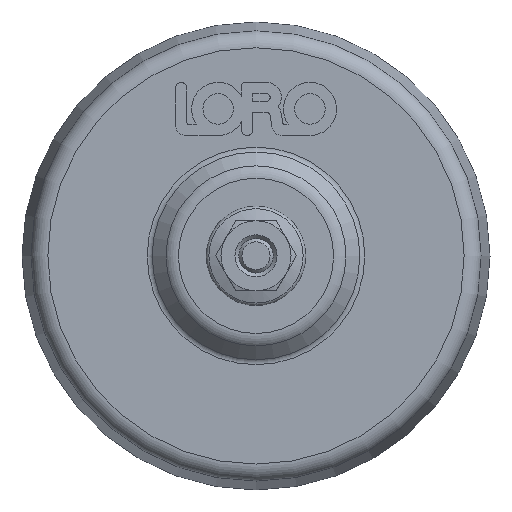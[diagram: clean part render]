
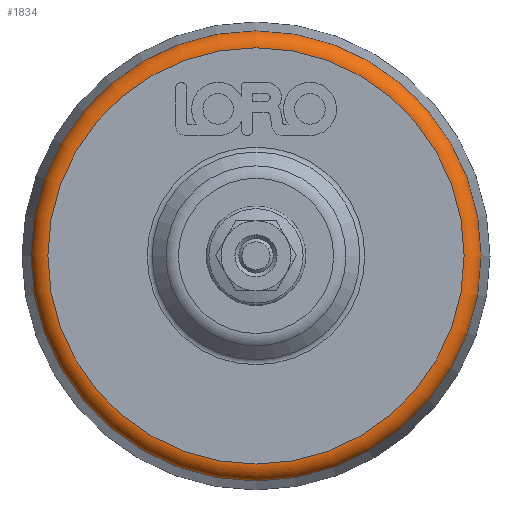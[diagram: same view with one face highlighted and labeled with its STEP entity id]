
A CAD part, top view. The second image highlights one B-rep face of the part: STEP entity #1834.
In plain terms, the highlighted toroidal (fillet/blend) face has major radius 297.327 mm and minor radius 25 mm.
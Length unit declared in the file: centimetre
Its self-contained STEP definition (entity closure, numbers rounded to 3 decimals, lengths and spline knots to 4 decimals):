
#78=TOROIDAL_SURFACE('',#2060,29.7327,2.5);
#161=CIRCLE('',#2032,29.7327);
#184=CIRCLE('',#2061,32.1475);
#185=CIRCLE('',#2062,2.5);
#186=CIRCLE('',#2063,32.1475);
#331=FACE_OUTER_BOUND('',#463,.T.);
#463=EDGE_LOOP('',(#1503,#1504,#1505,#1506,#1507));
#834=VERTEX_POINT('',#3128);
#872=VERTEX_POINT('',#3212);
#873=VERTEX_POINT('',#3213);
#1056=EDGE_CURVE('',#834,#834,#161,.T.);
#1096=EDGE_CURVE('',#872,#873,#184,.T.);
#1097=EDGE_CURVE('',#872,#834,#185,.T.);
#1098=EDGE_CURVE('',#873,#872,#186,.T.);
#1503=ORIENTED_EDGE('',*,*,#1096,.F.);
#1504=ORIENTED_EDGE('',*,*,#1097,.T.);
#1505=ORIENTED_EDGE('',*,*,#1056,.T.);
#1506=ORIENTED_EDGE('',*,*,#1097,.F.);
#1507=ORIENTED_EDGE('',*,*,#1098,.F.);
#1834=ADVANCED_FACE('',(#331),#78,.T.);
#2032=AXIS2_PLACEMENT_3D('',#3129,#2476,#2477);
#2060=AXIS2_PLACEMENT_3D('',#3211,#2549,#2550);
#2061=AXIS2_PLACEMENT_3D('',#3214,#2551,#2552);
#2062=AXIS2_PLACEMENT_3D('',#3215,#2553,#2554);
#2063=AXIS2_PLACEMENT_3D('',#3216,#2555,#2556);
#2476=DIRECTION('center_axis',(0.,0.,-1.));
#2477=DIRECTION('ref_axis',(1.,0.,0.));
#2549=DIRECTION('center_axis',(0.,0.,-1.));
#2550=DIRECTION('ref_axis',(0.,1.,0.));
#2551=DIRECTION('center_axis',(0.,0.,-1.));
#2552=DIRECTION('ref_axis',(1.,0.,0.));
#2553=DIRECTION('center_axis',(-1.,0.,0.));
#2554=DIRECTION('ref_axis',(0.,-1.,0.));
#2555=DIRECTION('center_axis',(0.,0.,-1.));
#2556=DIRECTION('ref_axis',(1.,0.,0.));
#3128=CARTESIAN_POINT('',(0.,-27.4908,17.05));
#3129=CARTESIAN_POINT('Origin',(0.,2.2418,17.05));
#3211=CARTESIAN_POINT('Origin',(0.,2.2418,14.55));
#3212=CARTESIAN_POINT('',(0.,-29.9056,15.197));
#3213=CARTESIAN_POINT('',(32.1475,2.2418,15.197));
#3214=CARTESIAN_POINT('Origin',(0.,2.2418,15.197));
#3215=CARTESIAN_POINT('Origin',(0.,-27.4908,14.55));
#3216=CARTESIAN_POINT('Origin',(0.,2.2418,15.197));
